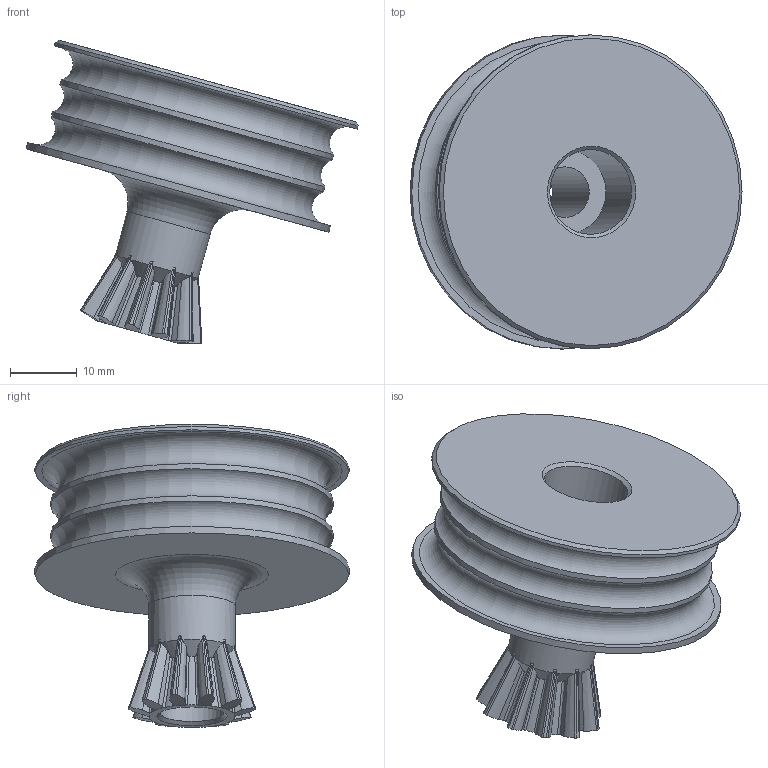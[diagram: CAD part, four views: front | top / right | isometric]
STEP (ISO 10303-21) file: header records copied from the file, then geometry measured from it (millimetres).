
FILE_DESCRIPTION(/* description */ (''),/* implementation_level */ '2;1');
FILE_NAME(/* name */ '1xWheel Body v1.step',/* time_stamp */ '2025-04-14T12:36:24-04:00',/* author */ (''),/* organization */ (''),/* preprocessor_version */ 'ST-DEVELOPER v20.1',/* originating_system */ 'Autodesk Translation Framework v14.4.0.0',/* authorisation */ '');
FILE_SCHEMA (('AUTOMOTIVE_DESIGN { 1 0 10303 214 3 1 1 }'));
Length unit declared in the file: millimetre
Products named in the file (1): Wheel Body
Bounding box: 49.69 x 47 x 45.41 mm (x, y, z)
Volume: 23428 mm3; surface area: 8921.1 mm2
Topology: 1 solids, 1 shells, 187 faces, 536 edges, 356 vertices
Faces by surface type: bspline 132, cone 36, cylinder 8, plane 7, torus 4
Full cylindrical faces by diameter (mm): 7.55 x1, 9.525 x1, 12.7 x1, 12.928 x1, 42.287 x2, 47 x2
Entity records: 11463 total; most frequent: CARTESIAN_POINT 7814, ORIENTED_EDGE 1072, EDGE_CURVE 536, B_SPLINE_CURVE_WITH_KNOTS 474, VERTEX_POINT 356, DIRECTION 225, EDGE_LOOP 194, FACE_OUTER_BOUND 187
